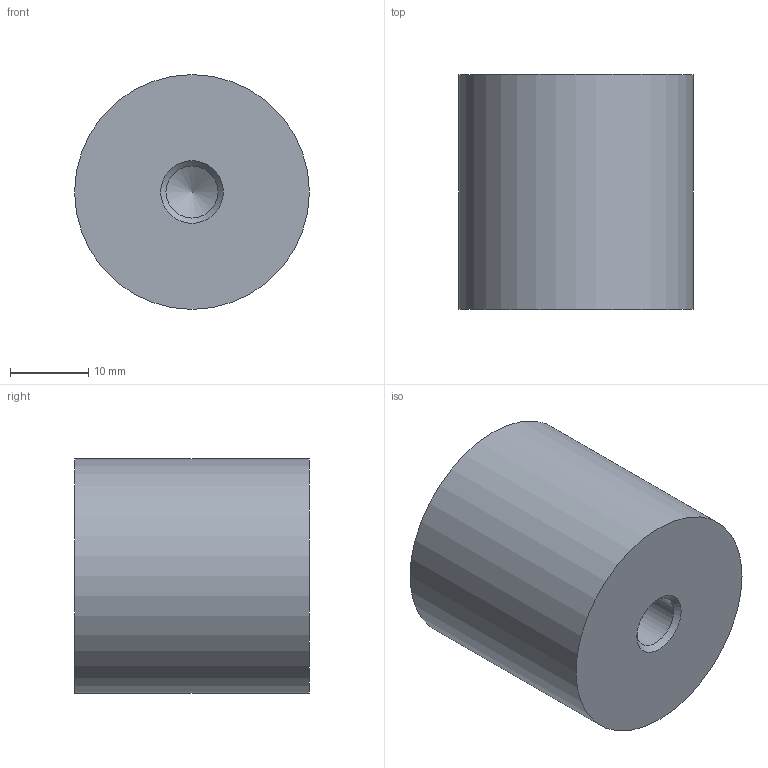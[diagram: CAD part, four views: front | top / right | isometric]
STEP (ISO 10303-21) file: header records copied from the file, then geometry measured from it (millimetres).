
FILE_DESCRIPTION(/* description */ ('STEP AP214'),/* implementation_level */ '2;1');
FILE_NAME(/* name */ '051DC553030FM08',/* time_stamp */ '2023-03-15T15:47:22+01:00',/* author */ ('License CC BY-ND 4.0'),/* organization */ ('CADENAS'),/* preprocessor_version */ 'ST-DEVELOPER v19.3',/* originating_system */ 'PARTsolutions',/* authorisation */ ' ');
FILE_SCHEMA (('AUTOMOTIVE_DESIGN {1 0 10303 214 3 1 1}'));
Length unit declared in the file: millimetre
Products named in the file (1): 051DC553030FM08
Bounding box: 30 x 30 x 30 mm (x, y, z)
Volume: 20711.7 mm3; surface area: 4519.7 mm2
Topology: 1 solids, 1 shells, 6 faces, 10 edges, 6 vertices
Faces by surface type: plane 2, cylinder 2, cone 2
Full cylindrical faces by diameter (mm): 6.647 x1, 30 x1
Entity records: 184 total; most frequent: DIRECTION 24, CARTESIAN_POINT 18, AXIS2_PLACEMENT_3D 12, FACE_BOUND 11, ORIENTED_EDGE 10, EDGE_LOOP 10, VERTEX_POINT 6, STYLED_ITEM 6
